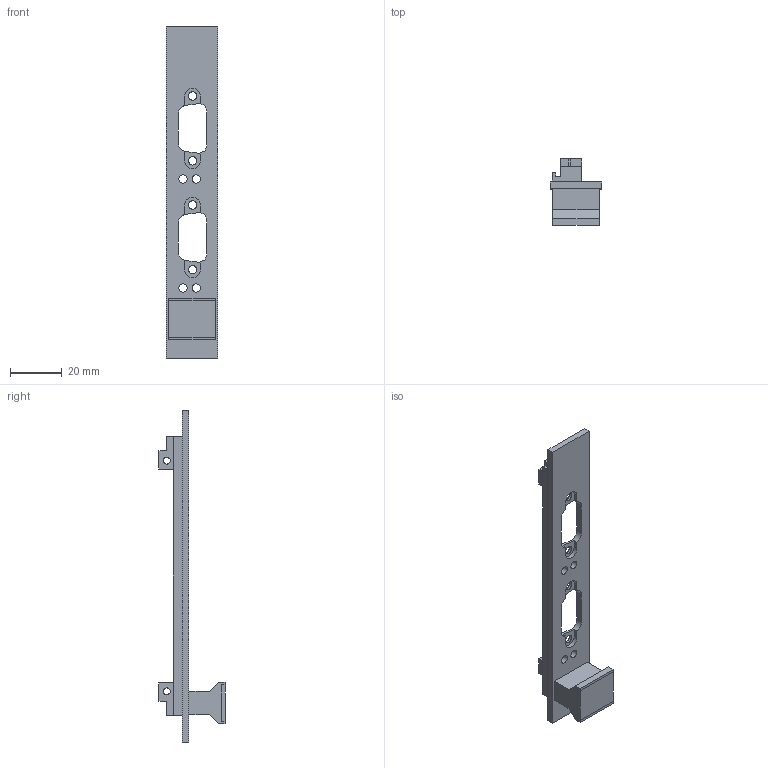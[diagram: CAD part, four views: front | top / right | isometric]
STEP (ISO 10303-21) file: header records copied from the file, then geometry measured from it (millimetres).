
FILE_DESCRIPTION(('FreeCAD Model'),'2;1');
FILE_NAME('Open CASCADE Shape Model','2021-04-11T02:21:59',('Author'),( ''),'Open CASCADE STEP processor 7.5','FreeCAD','Unknown');
FILE_SCHEMA(('AUTOMOTIVE_DESIGN { 1 0 10303 214 1 1 1 1 }'));
Length unit declared in the file: millimetre
Products named in the file (5): Fischer_4TE-Parts; Handle; NamePlate; PCBMountingSpacer; FrontPlate
Assembly tree (4 placements, depth 2):
  Fischer_4TE-Parts
    Handle
    NamePlate
    PCBMountingSpacer
    FrontPlate
Bounding box: 20 x 25.5 x 128 mm (x, y, z)
Volume: 10312 mm3; surface area: 10002.1 mm2
Topology: 4 solids, 4 shells, 94 faces, 262 edges, 174 vertices
Faces by surface type: plane 70, cylinder 24
Full cylindrical faces by diameter (mm): 2.7 x4, 3.2 x8
Entity records: 3186 total; most frequent: CARTESIAN_POINT 535, ORIENTED_EDGE 524, DIRECTION 520, EDGE_CURVE 262, LINE 202, VECTOR 202, VERTEX_POINT 174, AXIS2_PLACEMENT_3D 159
